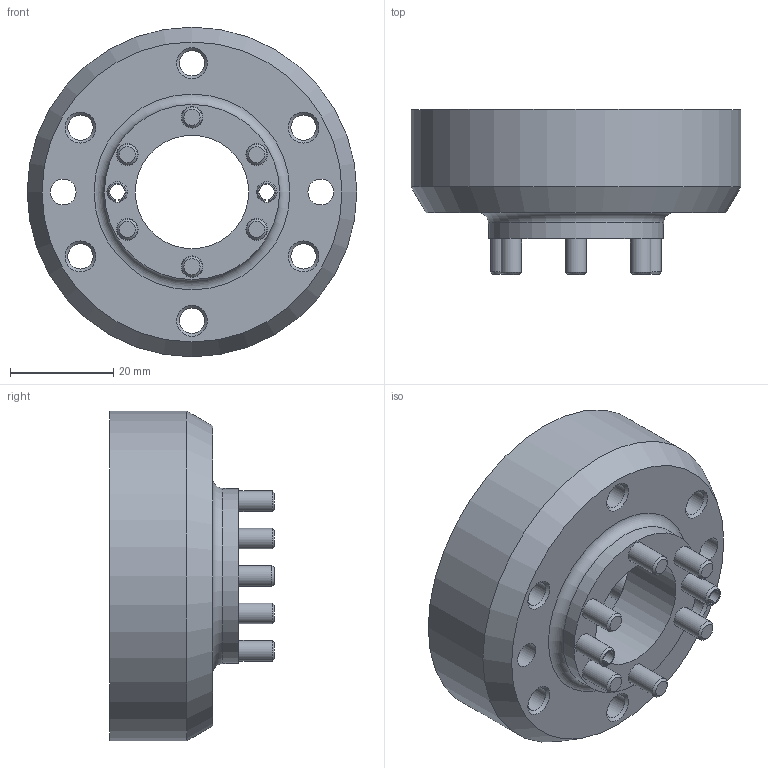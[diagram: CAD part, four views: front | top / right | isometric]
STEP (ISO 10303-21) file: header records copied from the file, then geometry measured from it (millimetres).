
FILE_DESCRIPTION(/* description */ ('STEP AP214'),/* implementation_level */ '2;1');
FILE_NAME(/* name */ '555426_DADG-AK-140',/* time_stamp */ '2024-08-12T16:32:48+02:00',/* author */ ('License CC BY-ND 4.0'),/* organization */ ('CADENAS'),/* preprocessor_version */ 'ST-DEVELOPER v19.3',/* originating_system */ 'PARTsolutions',/* authorisation */ ' ');
FILE_SCHEMA (('AUTOMOTIVE_DESIGN {1 0 10303 214 3 1 1}'));
Length unit declared in the file: millimetre
Products named in the file (4): 555426 DADG-AK-140; 719811 DADG-AK-140; DIN-912 - M4x20(F); Clamping pin DIN 7346 4x20
Assembly tree (9 placements, depth 2):
  555426 DADG-AK-140
    719811 DADG-AK-140
    DIN-912 - M4x20(F)  x6
    Clamping pin DIN 7346 4x20  x2
Bounding box: 64 x 32 x 64 mm (x, y, z)
Volume: 47715.5 mm3; surface area: 18669.5 mm2
Topology: 9 solids, 9 shells, 226 faces, 450 edges, 250 vertices
Faces by surface type: plane 102, cone 87, cylinder 36, torus 1
Full cylindrical faces by diameter (mm): 4 x8, 4.2 x6, 4.917 x6, 5 x2, 7 x6, 22 x1, 34 x1, 37 x1, 64 x1
Entity records: 2086 total; most frequent: DIRECTION 374, CARTESIAN_POINT 329, ORIENTED_EDGE 240, AXIS2_PLACEMENT_3D 172, FACE_BOUND 161, EDGE_LOOP 160, EDGE_CURVE 120, VERTEX_POINT 97
